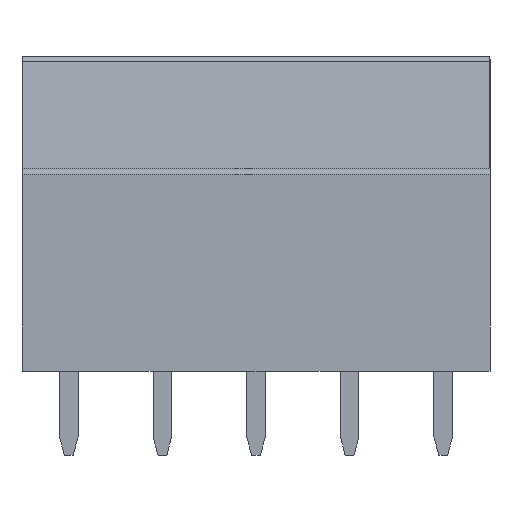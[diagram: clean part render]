
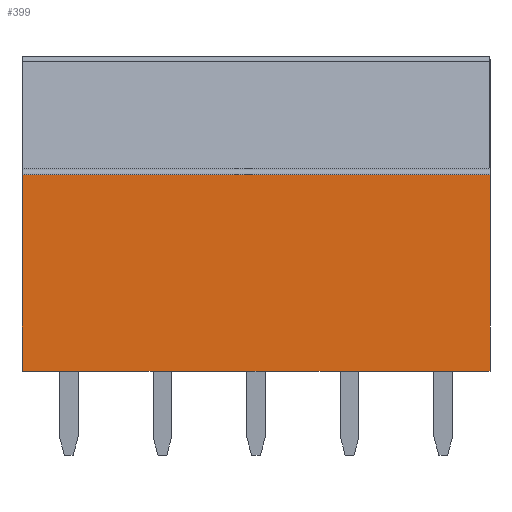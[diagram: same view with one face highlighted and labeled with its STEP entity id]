
A CAD part, front view. The second image highlights one B-rep face of the part: STEP entity #399.
In plain terms, the highlighted planar face has unit normal (0, -1, 0).
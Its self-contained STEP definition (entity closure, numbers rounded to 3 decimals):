
#399 = ADVANCED_FACE( '', ( #896 ), #897, .T. );
#896 = FACE_OUTER_BOUND( '', #1491, .T. );
#897 = PLANE( '', #1492 );
#1491 = EDGE_LOOP( '', ( #2627, #2628, #2629, #2630 ) );
#1492 = AXIS2_PLACEMENT_3D( '', #2631, #2632, #2633 );
#2627 = ORIENTED_EDGE( '', *, *, #3798, .T. );
#2628 = ORIENTED_EDGE( '', *, *, #3799, .T. );
#2629 = ORIENTED_EDGE( '', *, *, #3800, .T. );
#2630 = ORIENTED_EDGE( '', *, *, #3418, .T. );
#2631 = CARTESIAN_POINT( '', ( 222.987, 62.148, 5.1 ) );
#2632 = DIRECTION( '', ( 0., -1., 0. ) );
#2633 = DIRECTION( '', ( 0., 0., 1. ) );
#3418 = EDGE_CURVE( '', #4062, #4080, #4082, .T. );
#3798 = EDGE_CURVE( '', #4080, #4682, #4683, .T. );
#3799 = EDGE_CURVE( '', #4682, #4684, #4685, .T. );
#3800 = EDGE_CURVE( '', #4684, #4062, #4686, .T. );
#4062 = VERTEX_POINT( '', #5010 );
#4080 = VERTEX_POINT( '', #5035 );
#4082 = LINE( '', #5037, #5038 );
#4682 = VERTEX_POINT( '', #5887 );
#4683 = LINE( '', #5888, #5889 );
#4684 = VERTEX_POINT( '', #5890 );
#4685 = LINE( '', #5891, #5892 );
#4686 = LINE( '', #5893, #5894 );
#5010 = CARTESIAN_POINT( '', ( 229.737, 62.148, 0. ) );
#5035 = CARTESIAN_POINT( '', ( 229.737, 62.148, 10.5 ) );
#5037 = CARTESIAN_POINT( '', ( 229.737, 62.148, 5.1 ) );
#5038 = VECTOR( '', #6216, 1000. );
#5887 = CARTESIAN_POINT( '', ( 204.737, 62.148, 10.5 ) );
#5888 = CARTESIAN_POINT( '', ( 234.737, 62.148, 10.5 ) );
#5889 = VECTOR( '', #6603, 1000. );
#5890 = CARTESIAN_POINT( '', ( 204.737, 62.148, 0. ) );
#5891 = CARTESIAN_POINT( '', ( 204.737, 62.148, 5.1 ) );
#5892 = VECTOR( '', #6604, 1000. );
#5893 = CARTESIAN_POINT( '', ( 219.737, 62.148, 0. ) );
#5894 = VECTOR( '', #6605, 1000. );
#6216 = DIRECTION( '', ( 0., 0., 1. ) );
#6603 = DIRECTION( '', ( -1., 0., 0. ) );
#6604 = DIRECTION( '', ( 0., 0., -1. ) );
#6605 = DIRECTION( '', ( 1., 0., 0. ) );
